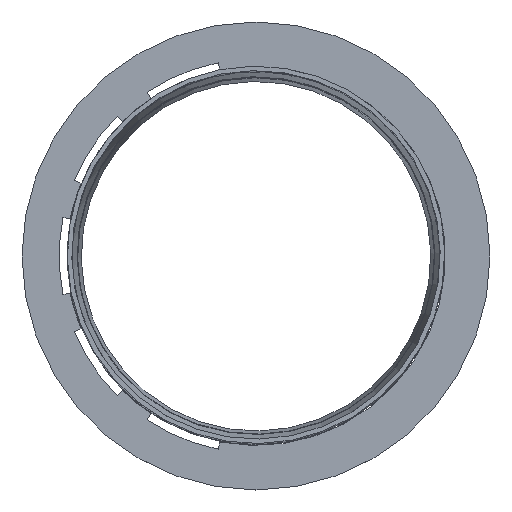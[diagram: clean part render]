
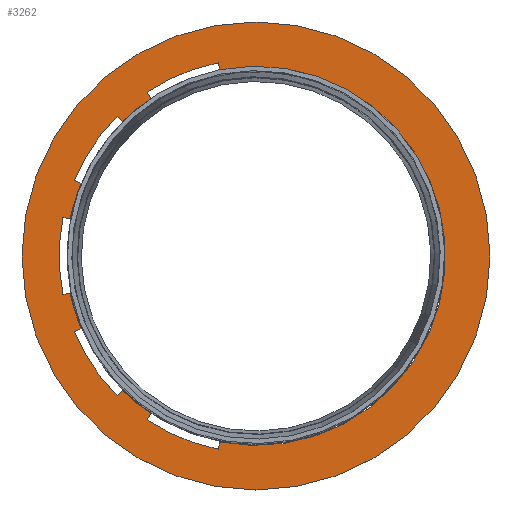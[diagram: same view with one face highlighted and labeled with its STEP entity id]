
A CAD part, top view. The second image highlights one B-rep face of the part: STEP entity #3262.
In plain terms, the highlighted planar face has unit normal (0, 0, 1).
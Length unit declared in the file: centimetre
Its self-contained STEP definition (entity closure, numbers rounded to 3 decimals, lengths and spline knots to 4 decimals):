
#105=PLANE('',#4140);
#188=FACE_BOUND('',#630,.T.);
#422=FACE_OUTER_BOUND('',#629,.T.);
#629=EDGE_LOOP('',(#2240));
#630=EDGE_LOOP('',(#2241,#2242,#2243,#2244,#2245,#2246,#2247,#2248,#2249,
#2250,#2251,#2252,#2253,#2254,#2255,#2256,#2257,#2258,#2259,#2260));
#832=CIRCLE('',#4098,63.);
#834=CIRCLE('',#4102,53.);
#836=CIRCLE('',#4106,51.);
#838=CIRCLE('',#4110,53.);
#840=CIRCLE('',#4114,51.);
#842=CIRCLE('',#4118,53.);
#844=CIRCLE('',#4122,51.);
#846=CIRCLE('',#4126,53.);
#848=CIRCLE('',#4130,51.);
#850=CIRCLE('',#4134,53.);
#852=CIRCLE('',#4138,51.);
#1026=VERTEX_POINT('',#5627);
#1028=VERTEX_POINT('',#5633);
#1029=VERTEX_POINT('',#5634);
#1032=VERTEX_POINT('',#5642);
#1034=VERTEX_POINT('',#5648);
#1036=VERTEX_POINT('',#5654);
#1038=VERTEX_POINT('',#5660);
#1040=VERTEX_POINT('',#5666);
#1042=VERTEX_POINT('',#5672);
#1044=VERTEX_POINT('',#5678);
#1046=VERTEX_POINT('',#5684);
#1048=VERTEX_POINT('',#5690);
#1050=VERTEX_POINT('',#5696);
#1052=VERTEX_POINT('',#5702);
#1054=VERTEX_POINT('',#5708);
#1056=VERTEX_POINT('',#5714);
#1058=VERTEX_POINT('',#5720);
#1060=VERTEX_POINT('',#5726);
#1062=VERTEX_POINT('',#5732);
#1064=VERTEX_POINT('',#5738);
#1066=VERTEX_POINT('',#5744);
#1460=EDGE_CURVE('',#1026,#1026,#832,.T.);
#1463=EDGE_CURVE('',#1028,#1029,#3468,.T.);
#1467=EDGE_CURVE('',#1029,#1032,#834,.T.);
#1470=EDGE_CURVE('',#1032,#1034,#3473,.T.);
#1473=EDGE_CURVE('',#1034,#1036,#836,.T.);
#1476=EDGE_CURVE('',#1036,#1038,#3477,.T.);
#1479=EDGE_CURVE('',#1038,#1040,#838,.T.);
#1482=EDGE_CURVE('',#1040,#1042,#3481,.T.);
#1485=EDGE_CURVE('',#1042,#1044,#840,.T.);
#1488=EDGE_CURVE('',#1044,#1046,#3485,.T.);
#1491=EDGE_CURVE('',#1046,#1048,#842,.T.);
#1494=EDGE_CURVE('',#1048,#1050,#3489,.T.);
#1497=EDGE_CURVE('',#1050,#1052,#844,.T.);
#1500=EDGE_CURVE('',#1052,#1054,#3493,.T.);
#1503=EDGE_CURVE('',#1054,#1056,#846,.T.);
#1506=EDGE_CURVE('',#1056,#1058,#3497,.T.);
#1509=EDGE_CURVE('',#1058,#1060,#848,.T.);
#1512=EDGE_CURVE('',#1060,#1062,#3501,.T.);
#1515=EDGE_CURVE('',#1062,#1064,#850,.T.);
#1518=EDGE_CURVE('',#1064,#1066,#3505,.T.);
#1521=EDGE_CURVE('',#1066,#1028,#852,.T.);
#2240=ORIENTED_EDGE('',*,*,#1460,.T.);
#2241=ORIENTED_EDGE('',*,*,#1521,.T.);
#2242=ORIENTED_EDGE('',*,*,#1463,.T.);
#2243=ORIENTED_EDGE('',*,*,#1467,.T.);
#2244=ORIENTED_EDGE('',*,*,#1470,.T.);
#2245=ORIENTED_EDGE('',*,*,#1473,.T.);
#2246=ORIENTED_EDGE('',*,*,#1476,.T.);
#2247=ORIENTED_EDGE('',*,*,#1479,.T.);
#2248=ORIENTED_EDGE('',*,*,#1482,.T.);
#2249=ORIENTED_EDGE('',*,*,#1485,.T.);
#2250=ORIENTED_EDGE('',*,*,#1488,.T.);
#2251=ORIENTED_EDGE('',*,*,#1491,.T.);
#2252=ORIENTED_EDGE('',*,*,#1494,.T.);
#2253=ORIENTED_EDGE('',*,*,#1497,.T.);
#2254=ORIENTED_EDGE('',*,*,#1500,.T.);
#2255=ORIENTED_EDGE('',*,*,#1503,.T.);
#2256=ORIENTED_EDGE('',*,*,#1506,.T.);
#2257=ORIENTED_EDGE('',*,*,#1509,.T.);
#2258=ORIENTED_EDGE('',*,*,#1512,.T.);
#2259=ORIENTED_EDGE('',*,*,#1515,.T.);
#2260=ORIENTED_EDGE('',*,*,#1518,.T.);
#3262=ADVANCED_FACE('',(#422,#188),#105,.T.);
#3468=LINE('',#5635,#3775);
#3473=LINE('',#5649,#3780);
#3477=LINE('',#5661,#3784);
#3481=LINE('',#5673,#3788);
#3485=LINE('',#5685,#3792);
#3489=LINE('',#5697,#3796);
#3493=LINE('',#5709,#3800);
#3497=LINE('',#5721,#3804);
#3501=LINE('',#5733,#3808);
#3505=LINE('',#5745,#3812);
#3775=VECTOR('',#4549,10.);
#3780=VECTOR('',#4562,10.);
#3784=VECTOR('',#4574,10.);
#3788=VECTOR('',#4586,10.);
#3792=VECTOR('',#4598,10.);
#3796=VECTOR('',#4610,10.);
#3800=VECTOR('',#4622,10.);
#3804=VECTOR('',#4634,10.);
#3808=VECTOR('',#4646,10.);
#3812=VECTOR('',#4658,10.);
#4098=AXIS2_PLACEMENT_3D('',#5628,#4542,#4543);
#4102=AXIS2_PLACEMENT_3D('',#5643,#4555,#4556);
#4106=AXIS2_PLACEMENT_3D('',#5655,#4567,#4568);
#4110=AXIS2_PLACEMENT_3D('',#5667,#4579,#4580);
#4114=AXIS2_PLACEMENT_3D('',#5679,#4591,#4592);
#4118=AXIS2_PLACEMENT_3D('',#5691,#4603,#4604);
#4122=AXIS2_PLACEMENT_3D('',#5703,#4615,#4616);
#4126=AXIS2_PLACEMENT_3D('',#5715,#4627,#4628);
#4130=AXIS2_PLACEMENT_3D('',#5727,#4639,#4640);
#4134=AXIS2_PLACEMENT_3D('',#5739,#4651,#4652);
#4138=AXIS2_PLACEMENT_3D('',#5750,#4663,#4664);
#4140=AXIS2_PLACEMENT_3D('',#5752,#4667,#4668);
#4542=DIRECTION('center_axis',(0.,0.,1.));
#4543=DIRECTION('ref_axis',(1.,0.,0.));
#4549=DIRECTION('',(-0.192,-0.981,0.));
#4555=DIRECTION('center_axis',(0.,0.,
-1.));
#4556=DIRECTION('ref_axis',(0.553,0.833,0.));
#4562=DIRECTION('',(0.553,0.833,0.));
#4567=DIRECTION('center_axis',(0.,0.,
-1.));
#4568=DIRECTION('ref_axis',(0.706,0.709,0.));
#4574=DIRECTION('',(-0.706,-0.709,0.));
#4579=DIRECTION('center_axis',(0.,0.,
-1.));
#4580=DIRECTION('ref_axis',(0.923,0.384,0.));
#4586=DIRECTION('',(0.923,0.384,0.));
#4591=DIRECTION('center_axis',(0.,0.,
-1.));
#4592=DIRECTION('ref_axis',(0.981,0.196,0.));
#4598=DIRECTION('',(-0.981,-0.196,0.));
#4603=DIRECTION('center_axis',(0.,0.,
-1.));
#4604=DIRECTION('ref_axis',(0.981,-0.196,0.));
#4610=DIRECTION('',(0.981,-0.196,0.));
#4615=DIRECTION('center_axis',(0.,0.,
-1.));
#4616=DIRECTION('ref_axis',(0.923,-0.384,0.));
#4622=DIRECTION('',(-0.923,0.384,0.));
#4627=DIRECTION('center_axis',(0.,0.,
-1.));
#4628=DIRECTION('ref_axis',(0.706,-0.709,0.));
#4634=DIRECTION('',(0.706,-0.709,0.));
#4639=DIRECTION('center_axis',(0.,0.,
-1.));
#4640=DIRECTION('ref_axis',(0.553,-0.833,0.));
#4646=DIRECTION('',(-0.553,0.833,0.));
#4651=DIRECTION('center_axis',(0.,0.,
-1.));
#4652=DIRECTION('ref_axis',(0.192,-0.981,0.));
#4658=DIRECTION('',(0.192,-0.981,0.));
#4663=DIRECTION('center_axis',(0.,0.,
-1.));
#4664=DIRECTION('ref_axis',(0.192,0.981,0.));
#4667=DIRECTION('center_axis',(0.,0.,
1.));
#4668=DIRECTION('ref_axis',(0.,1.,0.));
#5627=CARTESIAN_POINT('',(0.,63.,50.));
#5628=CARTESIAN_POINT('Origin',(0.,0.,50.));
#5633=CARTESIAN_POINT('',(-9.7745,-50.0546,50.));
#5634=CARTESIAN_POINT('',(-10.1578,-52.0175,50.));
#5635=CARTESIAN_POINT('',(-9.7745,-50.0546,50.));
#5642=CARTESIAN_POINT('',(-29.3348,-44.1415,50.));
#5643=CARTESIAN_POINT('Origin',(0.,0.,
50.));
#5648=CARTESIAN_POINT('',(-28.2278,-42.4758,50.));
#5649=CARTESIAN_POINT('',(-29.3348,-44.1415,50.));
#5654=CARTESIAN_POINT('',(-35.9903,-36.1344,50.));
#5655=CARTESIAN_POINT('Origin',(0.,0.,
50.));
#5660=CARTESIAN_POINT('',(-37.4017,-37.5515,50.));
#5661=CARTESIAN_POINT('',(-35.9903,-36.1344,50.));
#5666=CARTESIAN_POINT('',(-48.9452,-20.3314,50.));
#5667=CARTESIAN_POINT('Origin',(0.,0.,
50.));
#5672=CARTESIAN_POINT('',(-47.0982,-19.5641,50.));
#5673=CARTESIAN_POINT('',(-48.9452,-20.3314,50.));
#5678=CARTESIAN_POINT('',(-50.0151,-9.9745,50.));
#5679=CARTESIAN_POINT('Origin',(0.,0.,
50.));
#5684=CARTESIAN_POINT('',(-51.9765,-10.3656,50.));
#5685=CARTESIAN_POINT('',(-50.0151,-9.9745,50.));
#5690=CARTESIAN_POINT('',(-51.9765,10.3656,50.));
#5691=CARTESIAN_POINT('Origin',(0.,0.,
50.));
#5696=CARTESIAN_POINT('',(-50.0151,9.9745,50.));
#5697=CARTESIAN_POINT('',(-51.9765,10.3656,50.));
#5702=CARTESIAN_POINT('',(-47.0982,19.5641,50.));
#5703=CARTESIAN_POINT('Origin',(0.,0.,
50.));
#5708=CARTESIAN_POINT('',(-48.9452,20.3314,50.));
#5709=CARTESIAN_POINT('',(-47.0982,19.5641,50.));
#5714=CARTESIAN_POINT('',(-37.4017,37.5515,50.));
#5715=CARTESIAN_POINT('Origin',(0.,0.,
50.));
#5720=CARTESIAN_POINT('',(-35.9903,36.1344,50.));
#5721=CARTESIAN_POINT('',(-37.4017,37.5515,50.));
#5726=CARTESIAN_POINT('',(-28.2278,42.4758,50.));
#5727=CARTESIAN_POINT('Origin',(0.,0.,
50.));
#5732=CARTESIAN_POINT('',(-29.3348,44.1415,50.));
#5733=CARTESIAN_POINT('',(-28.2278,42.4758,50.));
#5738=CARTESIAN_POINT('',(-10.1578,52.0175,50.));
#5739=CARTESIAN_POINT('Origin',(0.,0.,
50.));
#5744=CARTESIAN_POINT('',(-9.7745,50.0546,50.));
#5745=CARTESIAN_POINT('',(-10.1578,52.0175,50.));
#5750=CARTESIAN_POINT('Origin',(0.,0.,
50.));
#5752=CARTESIAN_POINT('Origin',(0.,0.,
50.));
